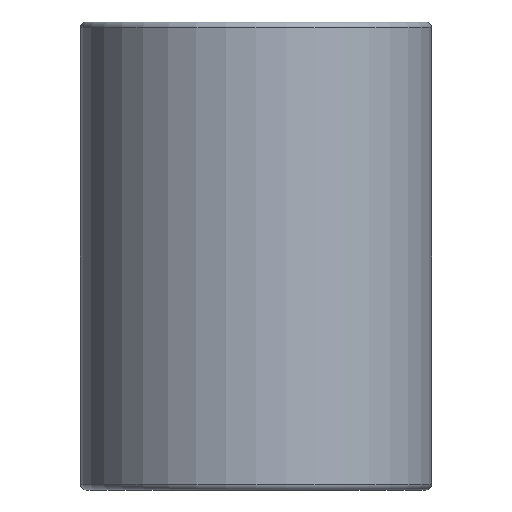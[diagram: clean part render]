
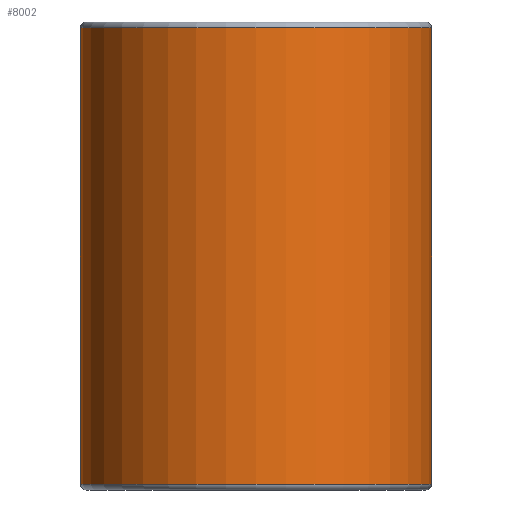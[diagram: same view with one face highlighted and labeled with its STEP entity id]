
A CAD part, front view. The second image highlights one B-rep face of the part: STEP entity #8002.
In plain terms, the highlighted cylindrical face has radius 6 mm (diameter 12 mm), a partial arc.
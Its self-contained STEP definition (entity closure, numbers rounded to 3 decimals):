
#217 = EDGE_CURVE ( 'NONE', #8260, #2239, #3207, .T. ) ;
#375 = DIRECTION ( 'NONE',  ( 0., 0., -1. ) ) ;
#529 = DIRECTION ( 'NONE',  ( 1., 0., 0. ) ) ;
#766 = CARTESIAN_POINT ( 'NONE',  ( -6., 0., 16. ) ) ;
#1193 = CARTESIAN_POINT ( 'NONE',  ( 0., 0., 0.2 ) ) ;
#1208 = AXIS2_PLACEMENT_3D ( 'NONE', #1193, #10455, #529 ) ;
#2105 = ORIENTED_EDGE ( 'NONE', *, *, #217, .T. ) ;
#2206 = CARTESIAN_POINT ( 'NONE',  ( 0., 0., 15.8 ) ) ;
#2239 = VERTEX_POINT ( 'NONE', #10091 ) ;
#2564 = EDGE_CURVE ( 'NONE', #8260, #3309, #5363, .T. ) ;
#2786 = FACE_OUTER_BOUND ( 'NONE', #4298, .T. ) ;
#2909 = CARTESIAN_POINT ( 'NONE',  ( -6., 0., 0.2 ) ) ;
#3207 = CIRCLE ( 'NONE', #10844, 6. ) ;
#3309 = VERTEX_POINT ( 'NONE', #8319 ) ;
#3360 = LINE ( 'NONE', #766, #5792 ) ;
#4298 = EDGE_LOOP ( 'NONE', ( #9926, #2105, #6967, #5630 ) ) ;
#4347 = CYLINDRICAL_SURFACE ( 'NONE', #4391, 6. ) ;
#4391 = AXIS2_PLACEMENT_3D ( 'NONE', #6177, #9565, #4456 ) ;
#4456 = DIRECTION ( 'NONE',  ( -1., 0., 0. ) ) ;
#5363 = LINE ( 'NONE', #7971, #10116 ) ;
#5630 = ORIENTED_EDGE ( 'NONE', *, *, #8334, .T. ) ;
#5792 = VECTOR ( 'NONE', #10200, 1000. ) ;
#6177 = CARTESIAN_POINT ( 'NONE',  ( 0., 0., 16. ) ) ;
#6967 = ORIENTED_EDGE ( 'NONE', *, *, #9857, .T. ) ;
#7064 = CARTESIAN_POINT ( 'NONE',  ( 6., 0., 15.8 ) ) ;
#7971 = CARTESIAN_POINT ( 'NONE',  ( 6., 0., 16. ) ) ;
#8002 = ADVANCED_FACE ( 'NONE', ( #2786 ), #4347, .T. ) ;
#8101 = DIRECTION ( 'NONE',  ( 1., 0., 0. ) ) ;
#8260 = VERTEX_POINT ( 'NONE', #7064 ) ;
#8319 = CARTESIAN_POINT ( 'NONE',  ( 6., 0., 0.2 ) ) ;
#8334 = EDGE_CURVE ( 'NONE', #10809, #3309, #8647, .T. ) ;
#8647 = CIRCLE ( 'NONE', #1208, 6. ) ;
#9565 = DIRECTION ( 'NONE',  ( 0., 0., -1. ) ) ;
#9857 = EDGE_CURVE ( 'NONE', #2239, #10809, #3360, .T. ) ;
#9926 = ORIENTED_EDGE ( 'NONE', *, *, #2564, .F. ) ;
#10091 = CARTESIAN_POINT ( 'NONE',  ( -6., 0., 15.8 ) ) ;
#10116 = VECTOR ( 'NONE', #375, 1000. ) ;
#10200 = DIRECTION ( 'NONE',  ( 0., 0., -1. ) ) ;
#10455 = DIRECTION ( 'NONE',  ( 0., 0., 1. ) ) ;
#10654 = DIRECTION ( 'NONE',  ( 0., 0., -1. ) ) ;
#10809 = VERTEX_POINT ( 'NONE', #2909 ) ;
#10844 = AXIS2_PLACEMENT_3D ( 'NONE', #2206, #10654, #8101 ) ;
